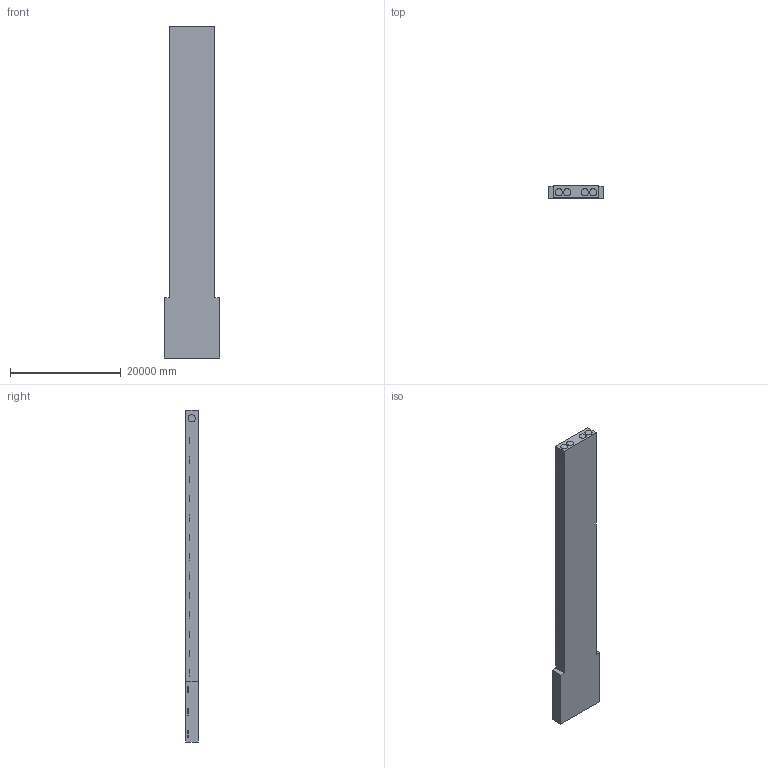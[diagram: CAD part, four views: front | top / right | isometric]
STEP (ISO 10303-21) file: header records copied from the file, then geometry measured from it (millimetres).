
FILE_DESCRIPTION( ( 'STEP Version 203' ), '1' );
FILE_NAME( 'Geom.stp', '01/05/26 12:00:20', ( 'mabdulra' ), ( ' ' ), 'PSStep 21.0.47', 'DesignModeler STEP Output', ' ' );
FILE_SCHEMA( ( 'CONFIG_CONTROL_DESIGN' ) );
Length unit declared in the file: metre
Products named in the file (1): 1
Bounding box: 10000 x 2200 x 60060 mm (x, y, z)
Volume: 1126725600000 mm3; surface area: 1332560000 mm2
Topology: 1 solids, 1 shells, 48 faces, 158 edges, 150 vertices
Faces by surface type: plane 48
Entity records: 1924 total; most frequent: CARTESIAN_POINT 357, ORIENTED_EDGE 316, DIRECTION 262, EDGE_CURVE 158, LINE 152, VECTOR 152, VERTEX_POINT 150, EDGE_LOOP 86
